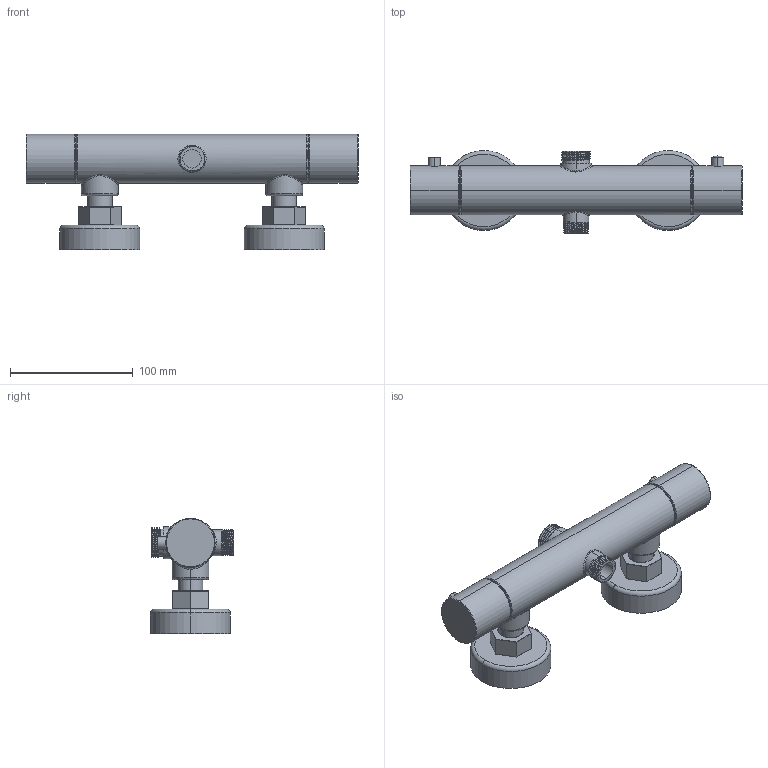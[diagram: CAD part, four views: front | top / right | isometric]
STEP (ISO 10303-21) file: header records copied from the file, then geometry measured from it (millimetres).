
FILE_DESCRIPTION (( 'STEP AP214' ), '1' );
FILE_NAME ('CO2WV01.STEP', '2022-04-21T14:48:28', ( '' ), ( '' ), 'SwSTEP 2.0', 'SolidWorks 2019', '' );
FILE_SCHEMA (( 'AUTOMOTIVE_DESIGN' ));
Length unit declared in the file: millimetre
Products named in the file (1): CO2WV01
Bounding box: 270 x 67.5 x 94 mm (x, y, z)
Volume: 522653.2 mm3; surface area: 75966.9 mm2
Topology: 3 solids, 3 shells, 212 faces, 482 edges, 276 vertices
Faces by surface type: cylinder 99, plane 38, sphere 29, torus 28, bspline 18
Entity records: 10531 total; most frequent: CARTESIAN_POINT 5973, DIRECTION 983, ORIENTED_EDGE 926, EDGE_CURVE 463, AXIS2_PLACEMENT_3D 421, VERTEX_POINT 274, EDGE_LOOP 233, CIRCLE 226
